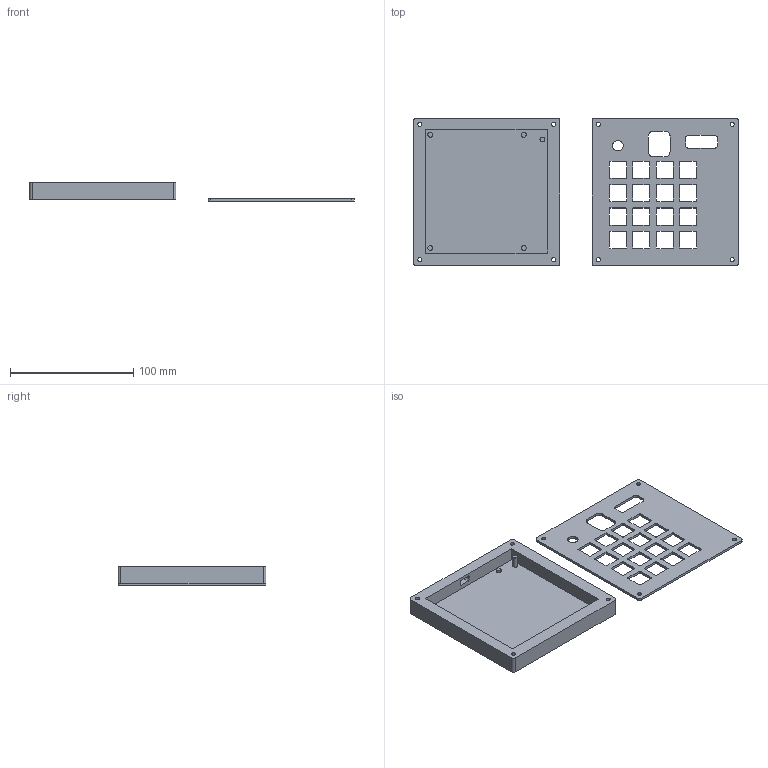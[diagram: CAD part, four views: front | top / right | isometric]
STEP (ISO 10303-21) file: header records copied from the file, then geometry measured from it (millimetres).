
FILE_DESCRIPTION(/* description */ (''),/* implementation_level */ '2;1');
FILE_NAME(/* name */ 'Macro_Pad_Case.step',/* time_stamp */ '2026-01-11T15:59:47-03:00',/* author */ (''),/* organization */ (''),/* preprocessor_version */ 'ST-DEVELOPER v20.1',/* originating_system */ 'Autodesk Translation Framework v14.21.0.0',/* authorisation */ '');
FILE_SCHEMA (('AUTOMOTIVE_DESIGN { 1 0 10303 214 3 1 1 }'));
Length unit declared in the file: millimetre
Products named in the file (1): 2026-01-10-17-20-23-110
Bounding box: 263.78 x 120.2 x 15 mm (x, y, z)
Volume: 110521.9 mm3; surface area: 64549.7 mm2
Topology: 2 solids, 2 shells, 204 faces, 570 edges, 380 vertices
Faces by surface type: cylinder 102, plane 102
Full cylindrical faces by diameter (mm): 3.4 x8, 4 x5, 6 x4, 8.5 x1
Entity records: 6762 total; most frequent: DIRECTION 1184, CARTESIAN_POINT 1155, ORIENTED_EDGE 1140, EDGE_CURVE 570, AXIS2_PLACEMENT_3D 409, VERTEX_POINT 380, LINE 366, VECTOR 366
